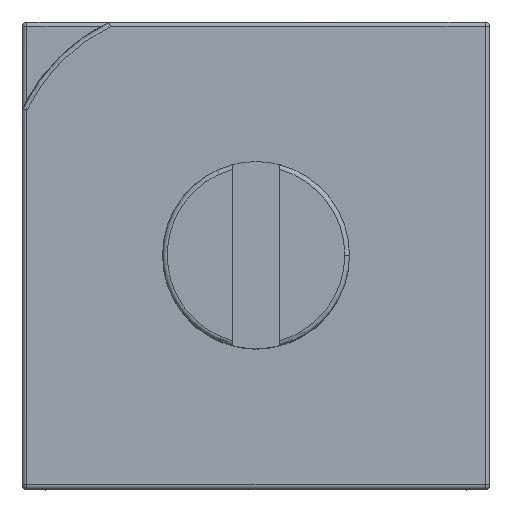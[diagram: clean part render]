
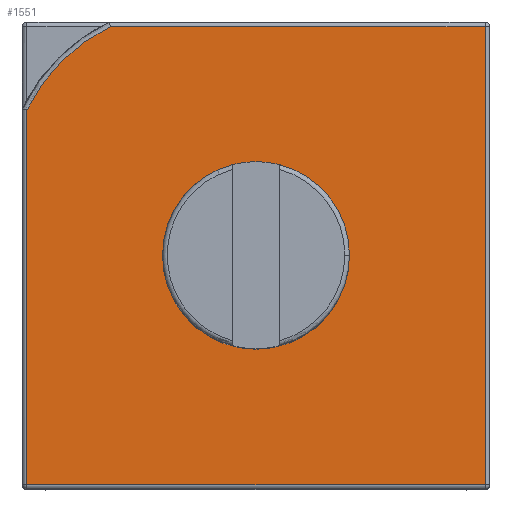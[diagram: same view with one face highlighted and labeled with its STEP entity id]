
A CAD part, top view. The second image highlights one B-rep face of the part: STEP entity #1551.
In plain terms, the highlighted planar face has unit normal (0, 0, 1).
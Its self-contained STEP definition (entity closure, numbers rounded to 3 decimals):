
#612 = VERTEX_POINT('',#613);
#613 = CARTESIAN_POINT('',(-3.114,4.9,6.));
#624 = EDGE_CURVE('',#612,#625,#627,.T.);
#625 = VERTEX_POINT('',#626);
#626 = CARTESIAN_POINT('',(4.9,4.9,6.));
#627 = LINE('',#628,#629);
#628 = CARTESIAN_POINT('',(-3.136,4.9,6.));
#629 = VECTOR('',#630,1.);
#630 = DIRECTION('',(1.,0.,0.));
#1497 = EDGE_CURVE('',#612,#1498,#1500,.T.);
#1498 = VERTEX_POINT('',#1499);
#1499 = CARTESIAN_POINT('',(-4.9,3.114,6.));
#1500 = CIRCLE('',#1501,3.811);
#1501 = AXIS2_PLACEMENT_3D('',#1502,#1503,#1504);
#1502 = CARTESIAN_POINT('',(-1.464,1.464,6.));
#1503 = DIRECTION('',(0.,0.,1.));
#1504 = DIRECTION('',(-0.428,0.904,0.));
#1551 = ADVANCED_FACE('',(#1552,#1578),#1589,.T.);
#1552 = FACE_BOUND('',#1553,.T.);
#1553 = EDGE_LOOP('',(#1554,#1564,#1570,#1571,#1572));
#1554 = ORIENTED_EDGE('',*,*,#1555,.F.);
#1555 = EDGE_CURVE('',#1556,#1558,#1560,.T.);
#1556 = VERTEX_POINT('',#1557);
#1557 = CARTESIAN_POINT('',(4.9,-4.9,6.));
#1558 = VERTEX_POINT('',#1559);
#1559 = CARTESIAN_POINT('',(-4.9,-4.9,6.));
#1560 = LINE('',#1561,#1562);
#1561 = CARTESIAN_POINT('',(5.,-4.9,6.));
#1562 = VECTOR('',#1563,1.);
#1563 = DIRECTION('',(-1.,0.,0.));
#1564 = ORIENTED_EDGE('',*,*,#1565,.F.);
#1565 = EDGE_CURVE('',#625,#1556,#1566,.T.);
#1566 = LINE('',#1567,#1568);
#1567 = CARTESIAN_POINT('',(4.9,5.,6.));
#1568 = VECTOR('',#1569,1.);
#1569 = DIRECTION('',(0.,-1.,0.));
#1570 = ORIENTED_EDGE('',*,*,#624,.F.);
#1571 = ORIENTED_EDGE('',*,*,#1497,.T.);
#1572 = ORIENTED_EDGE('',*,*,#1573,.F.);
#1573 = EDGE_CURVE('',#1558,#1498,#1574,.T.);
#1574 = LINE('',#1575,#1576);
#1575 = CARTESIAN_POINT('',(-4.9,-5.,6.));
#1576 = VECTOR('',#1577,1.);
#1577 = DIRECTION('',(0.,1.,0.));
#1578 = FACE_BOUND('',#1579,.T.);
#1579 = EDGE_LOOP('',(#1580));
#1580 = ORIENTED_EDGE('',*,*,#1581,.F.);
#1581 = EDGE_CURVE('',#1582,#1582,#1584,.T.);
#1582 = VERTEX_POINT('',#1583);
#1583 = CARTESIAN_POINT('',(2.,0.,6.));
#1584 = CIRCLE('',#1585,2.);
#1585 = AXIS2_PLACEMENT_3D('',#1586,#1587,#1588);
#1586 = CARTESIAN_POINT('',(0.,0.,6.));
#1587 = DIRECTION('',(0.,0.,1.));
#1588 = DIRECTION('',(1.,0.,0.));
#1589 = PLANE('',#1590);
#1590 = AXIS2_PLACEMENT_3D('',#1591,#1592,#1593);
#1591 = CARTESIAN_POINT('',(0.,0.,6.));
#1592 = DIRECTION('',(0.,0.,1.));
#1593 = DIRECTION('',(1.,0.,0.));
